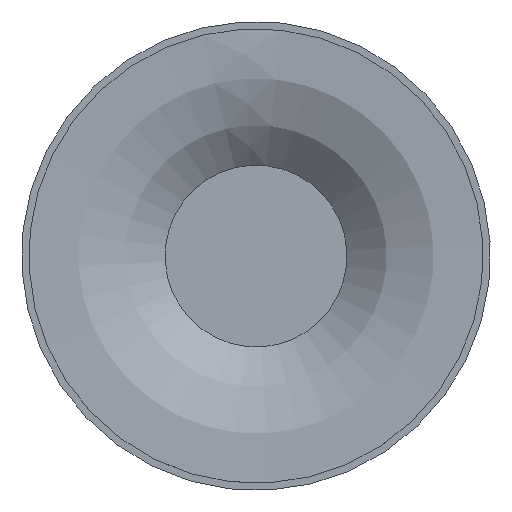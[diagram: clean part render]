
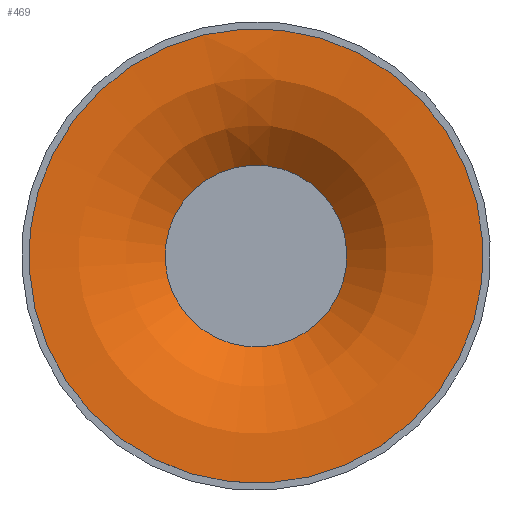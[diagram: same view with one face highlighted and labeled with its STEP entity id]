
A CAD part, top view. The second image highlights one B-rep face of the part: STEP entity #469.
In plain terms, the highlighted toroidal (fillet/blend) face has major radius 28.911 mm and minor radius 22.943 mm.
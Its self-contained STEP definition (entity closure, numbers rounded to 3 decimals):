
#469=ADVANCED_FACE('',(#1138,#1139),#1140,.T.);
#1138=FACE_OUTER_BOUND('',#2092,.T.);
#1139=FACE_OUTER_BOUND('',#2093,.T.);
#1140=TOROIDAL_SURFACE('',#2094,28.911,22.943);
#2092=EDGE_LOOP('',(#3311));
#2093=EDGE_LOOP('',(#3312));
#2094=AXIS2_PLACEMENT_3D('',#3313,#3314,#3315);
#3311=ORIENTED_EDGE('',*,*,#6134,.F.);
#3312=ORIENTED_EDGE('',*,*,#6136,.T.);
#3313=CARTESIAN_POINT('',(0.0,0.0,11.172));
#3314=DIRECTION('',(0.0,0.0,-1.0));
#3315=DIRECTION('',(-1.0,0.0,0.0));
#6134=EDGE_CURVE('',#7247,#7247,#7248,.T.);
#6136=EDGE_CURVE('',#7250,#7250,#7251,.T.);
#7247=VERTEX_POINT('',#8884);
#7248=CIRCLE('',#8885,31.5);
#7250=VERTEX_POINT('',#8887);
#7251=CIRCLE('',#8888,12.6);
#8884=CARTESIAN_POINT('',(-31.5,0.0,33.968));
#8885=AXIS2_PLACEMENT_3D('',#12166,#12167,#12168);
#8887=CARTESIAN_POINT('',(-12.6,0.0,27.306));
#8888=AXIS2_PLACEMENT_3D('',#12169,#12170,#12171);
#12166=CARTESIAN_POINT('',(0.0,0.0,33.968));
#12167=DIRECTION('',(0.0,0.0,-1.0));
#12168=DIRECTION('',(-1.0,0.0,0.0));
#12169=CARTESIAN_POINT('',(0.0,0.0,27.306));
#12170=DIRECTION('',(0.0,0.0,-1.0));
#12171=DIRECTION('',(-1.0,0.0,0.0));
